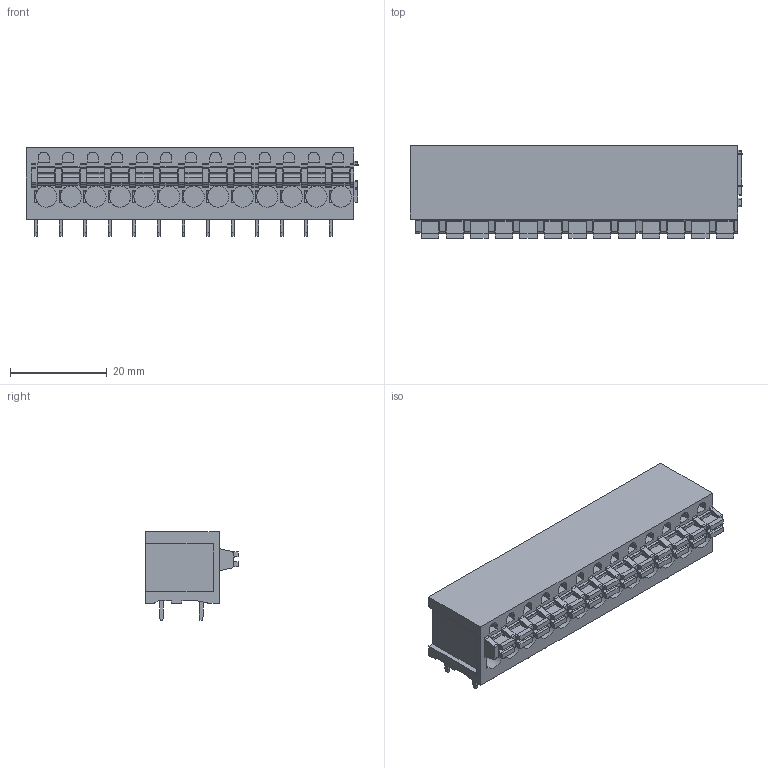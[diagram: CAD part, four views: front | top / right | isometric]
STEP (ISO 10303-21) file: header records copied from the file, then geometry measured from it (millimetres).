
FILE_DESCRIPTION(('CATIA V5 STEP Exchange','CAx-IF Rec.Pracs.--- Model Styling and Organization---1.4--- 2014-01-23'),'2;1');
FILE_NAME ('464011-1_0_1425930000_1425930000.stp','2021-07-07T07:58:57+00:00',('none'),('Weidmueller'),'CATIA Version 5-6 Release 2016 SP3 HF44','CATIA V5 STEP AP214','none');
FILE_SCHEMA(('AUTOMOTIVE_DESIGN { 1 0 10303 214 1 1 1 1 }'));
Length unit declared in the file: millimetre
Products named in the file (1): 1425930000
Bounding box: 68.69 x 19.2 x 18.3 mm (x, y, z)
Volume: 14157.1 mm3; surface area: 8377.1 mm2
Topology: 40 solids, 40 shells, 907 faces, 2394 edges, 1596 vertices
Faces by surface type: plane 693, cylinder 214
Entity records: 27230 total; most frequent: CARTESIAN_POINT 4817, ORIENTED_EDGE 4788, DIRECTION 3691, EDGE_CURVE 2394, VECTOR 1940, LINE 1940, VERTEX_POINT 1596, AXIS2_PLACEMENT_3D 1089
